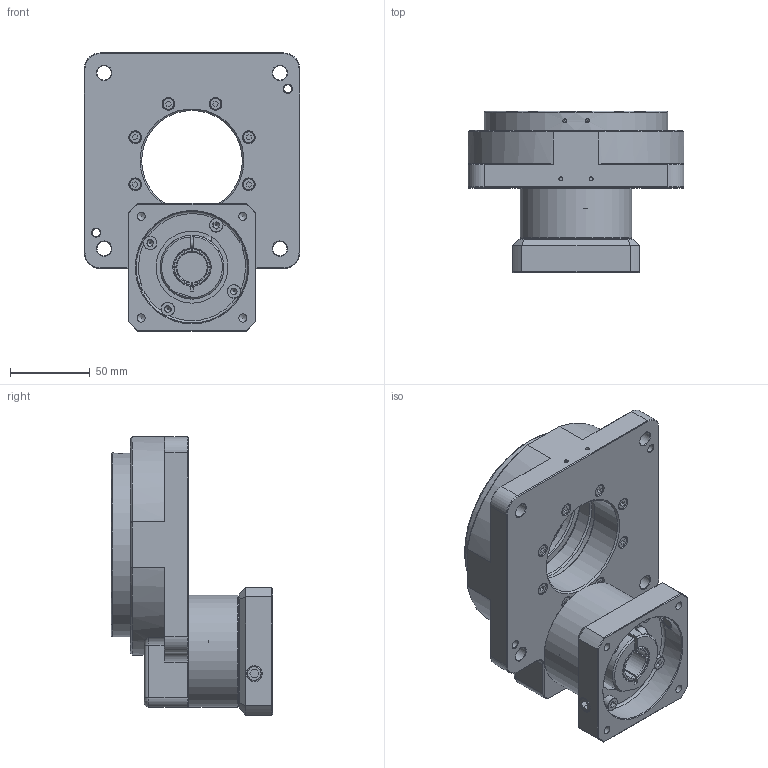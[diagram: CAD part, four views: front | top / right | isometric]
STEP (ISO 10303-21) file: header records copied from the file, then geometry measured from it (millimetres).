
FILE_DESCRIPTION((''),'2;1');
FILE_NAME('KGT-135H-1.stp','2019-01-08T14:18:12',('Young'),(''),'Autodesk Inventor 2012','Autodesk Inventor 2012','');
FILE_SCHEMA(('AUTOMOTIVE_DESIGN { 1 0 10303 214 1 1 1 1 }'));
Length unit declared in the file: millimetre
Products named in the file (1): KGT-135H-1
Bounding box: 135 x 101 x 174.1 mm (x, y, z)
Volume: 754980.1 mm3; surface area: 130485.9 mm2
Topology: 2 solids, 33 shells, 787 faces, 1775 edges, 1118 vertices
Faces by surface type: plane 435, cylinder 195, cone 131, torus 22, bspline 4
Full cylindrical faces by diameter (mm): 2.5 x8, 3.3 x4, 4 x6, 4.2 x11, 4.5 x22, 5 x9, 5.1 x4, 5.5 x5, 7 x14, 7.5 x6, 8 x12, 8.5 x5, 9 x4, 9.5 x4, 19.1 x1, 24 x1, 24.8 x1, 25 x1, 31 x1, 37 x1, 40 x1, 45 x1, 50 x2, 63 x2, 66 x1, 68 x2, 70 x2, 84 x1, 90 x1, 92 x1
Entity records: 21294 total; most frequent: CARTESIAN_POINT 4179, DIRECTION 3571, ORIENTED_EDGE 2878, EDGE_CURVE 1439, AXIS2_PLACEMENT_3D 1432, EDGE_LOOP 1144, VERTEX_POINT 1023, FACE_OUTER_BOUND 787
